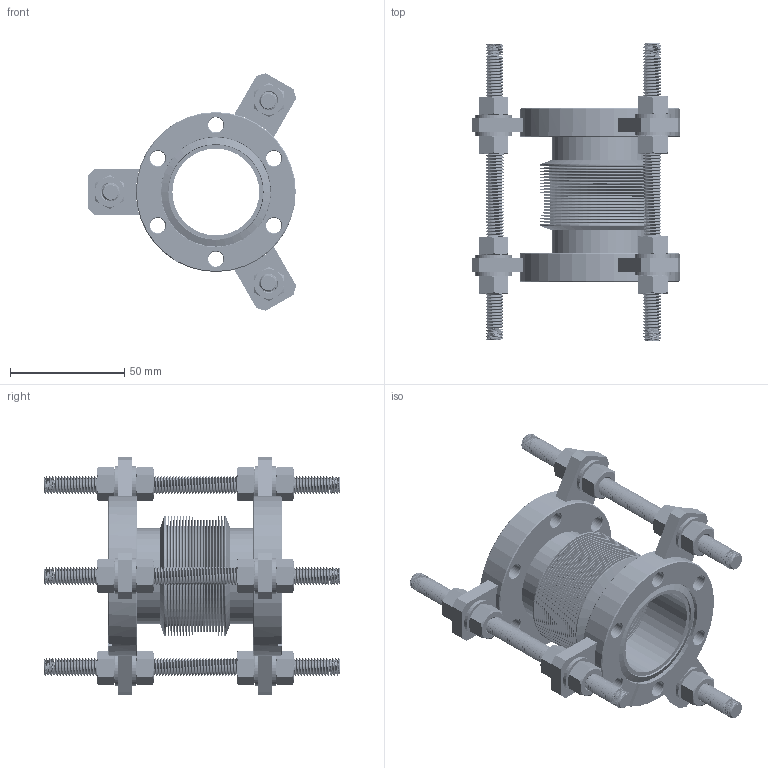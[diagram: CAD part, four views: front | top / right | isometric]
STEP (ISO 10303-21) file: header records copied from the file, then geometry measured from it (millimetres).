
FILE_DESCRIPTION (( 'STEP AP214' ), '1' );
FILE_NAME ('Hositrad_CF35_SEWB.STEP', '2013-02-01T11:03:44', ( '' ), ( '' ), 'SwSTEP 2.0', 'SolidWorks 2012', '' );
FILE_SCHEMA (( 'AUTOMOTIVE_DESIGN' ));
Length unit declared in the file: millimetre
Products named in the file (8): Hexagon nut ISO 4034_Hexagon Nut ISO - 4034 - M8 - N; Washer ISO 7089_Washer ISO 7089 - 8; StudM8-L130; Bracket SEWB; NW35CF-Bellowflange_Dia-52.4; Bellow-52.4x10con; Bellow-part; Hositrad_CF35_SEWB
Assembly tree (57 placements, depth 3):
  Hositrad_CF35_SEWB
    Bellow-52.4x10con  x2
      Bellow-part
    NW35CF-Bellowflange_Dia-52.4  x2
    Bracket SEWB  x6
    StudM8-L130  x3
    Washer ISO 7089_Washer ISO 7089 - 8  x12
    Hexagon nut ISO 4034_Hexagon Nut ISO - 4034 - M8 - N  x12
Bounding box: 91.16 x 130 x 103.99 mm (x, y, z)
Volume: 116374.6 mm3; surface area: 145624.1 mm2
Topology: 75 solids, 75 shells, 2053 faces, 4815 edges, 3076 vertices
Faces by surface type: cylinder 911, cone 628, plane 424, torus 84, bspline 6
Entity records: 19572 total; most frequent: CARTESIAN_POINT 11409, ORIENTED_EDGE 1834, DIRECTION 1458, EDGE_CURVE 917, VERTEX_POINT 590, AXIS2_PLACEMENT_3D 570, EDGE_LOOP 373, FACE_OUTER_BOUND 345
